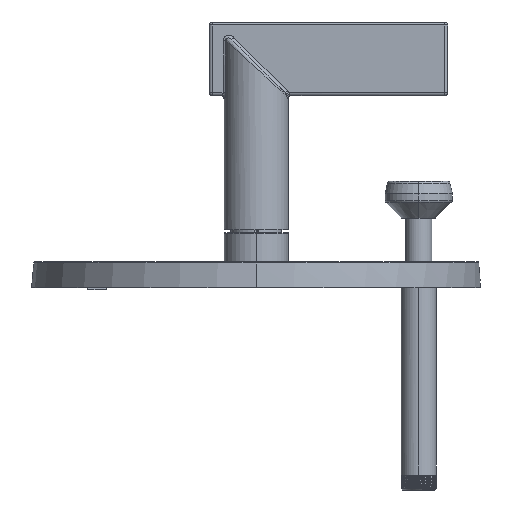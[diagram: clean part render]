
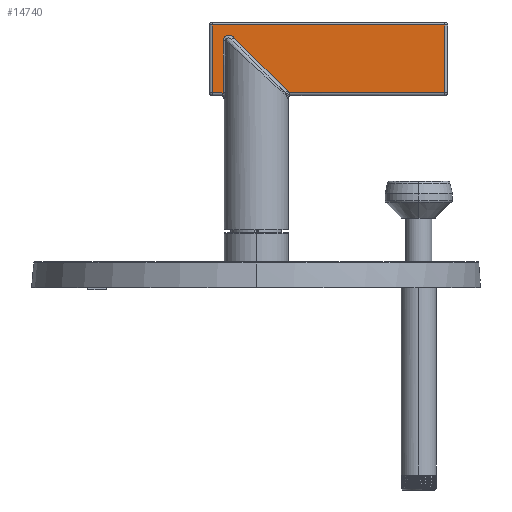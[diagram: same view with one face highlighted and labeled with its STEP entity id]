
A CAD part, left-side view. The second image highlights one B-rep face of the part: STEP entity #14740.
In plain terms, the highlighted face is planar.
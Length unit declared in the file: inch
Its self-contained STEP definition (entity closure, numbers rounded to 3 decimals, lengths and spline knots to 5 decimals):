
#11203=DIRECTION('',(1.,0.,0.));
#11204=VECTOR('',#11203,2.08751);
#11205=CARTESIAN_POINT('',(-2.52,1.83,-0.118));
#11206=LINE('',#11205,#11204);
#11212=DIRECTION('',(0.,-1.,0.));
#11213=VECTOR('',#11212,0.904);
#11214=CARTESIAN_POINT('',(-2.52,2.734,-0.118));
#11215=LINE('',#11214,#11213);
#11241=CARTESIAN_POINT('',(-0.41313,1.85644,
-0.118));
#11242=CARTESIAN_POINT('',(-0.41709,1.85248,
-0.118));
#11243=CARTESIAN_POINT('',(-0.42427,1.84411,
-0.118));
#11244=CARTESIAN_POINT('',(-0.43001,1.83486,
-0.118));
#11245=CARTESIAN_POINT('',(-0.43249,1.83,
-0.118));
#11310=CARTESIAN_POINT('',(0.44265,2.52369,
-0.118));
#11311=CARTESIAN_POINT('',(0.44265,2.52987,
-0.118));
#11312=CARTESIAN_POINT('',(0.44128,2.54139,
-0.118));
#11313=CARTESIAN_POINT('',(0.43623,2.55616,
-0.118));
#11314=CARTESIAN_POINT('',(0.42919,2.56828,
-0.118));
#11315=CARTESIAN_POINT('',(0.42075,2.57814,
-0.118));
#11316=CARTESIAN_POINT('',(0.41101,2.58615,
-0.118));
#11317=CARTESIAN_POINT('',(0.39975,2.59256,
-0.118));
#11318=CARTESIAN_POINT('',(0.38664,2.59719,
-0.118));
#11319=CARTESIAN_POINT('',(0.37153,2.5995,
-0.118));
#11320=CARTESIAN_POINT('',(0.3546,2.59872,
-0.118));
#11321=CARTESIAN_POINT('',(0.33634,2.59406,
-0.118));
#11322=CARTESIAN_POINT('',(0.31745,2.58465,
-0.118));
#11323=CARTESIAN_POINT('',(0.30565,2.57522,
-0.118));
#11324=CARTESIAN_POINT('',(0.29999,2.56956,
-0.118));
#11351=DIRECTION('',(-0.707,-0.707,0.));
#11352=VECTOR('',#11351,1.00851);
#11353=CARTESIAN_POINT('',(0.29999,2.56956,
-0.118));
#11354=LINE('',#11353,#11352);
#11519=DIRECTION('',(0.,-1.,0.));
#11520=VECTOR('',#11519,0.904);
#11521=CARTESIAN_POINT('',(0.587,2.734,-0.118));
#11522=LINE('',#11521,#11520);
#11533=DIRECTION('',(-1.,0.,0.));
#11534=VECTOR('',#11533,3.107);
#11535=CARTESIAN_POINT('',(0.587,2.734,-0.118));
#11536=LINE('',#11535,#11534);
#11696=CARTESIAN_POINT('',(0.44265,1.83,
-0.118));
#11723=DIRECTION('',(1.,0.,0.));
#11724=VECTOR('',#11723,0.14435);
#11725=CARTESIAN_POINT('',(0.44265,1.83,
-0.118));
#11726=LINE('',#11725,#11724);
#11740=DIRECTION('',(0.,-1.,0.));
#11741=VECTOR('',#11740,0.69369);
#11742=CARTESIAN_POINT('',(0.44265,2.52369,
-0.118));
#11743=LINE('',#11742,#11741);
#14142=VERTEX_POINT('',#11241);
#14143=VERTEX_POINT('',#11245);
#14146=CARTESIAN_POINT('',(0.29999,2.56956,
-0.118));
#14147=VERTEX_POINT('',#14146);
#14148=VERTEX_POINT('',#11310);
#14156=VERTEX_POINT('',#11696);
#14188=CARTESIAN_POINT('',(-2.52,2.734,-0.118));
#14189=CARTESIAN_POINT('',(-2.52,1.83,-0.118));
#14190=VERTEX_POINT('',#14188);
#14191=VERTEX_POINT('',#14189);
#14216=CARTESIAN_POINT('',(0.587,2.734,-0.118));
#14217=CARTESIAN_POINT('',(0.587,1.83,-0.118));
#14218=VERTEX_POINT('',#14216);
#14219=VERTEX_POINT('',#14217);
#14717=CARTESIAN_POINT('',(-2.56,2.774,-0.118));
#14718=DIRECTION('',(0.,0.,-1.));
#14719=DIRECTION('',(1.,0.,0.));
#14720=AXIS2_PLACEMENT_3D('',#14717,#14718,#14719);
#14721=PLANE('',#14720);
#14722=ORIENTED_EDGE('',*,*,#14707,.T.);
#14723=ORIENTED_EDGE('',*,*,#14684,.T.);
#14725=ORIENTED_EDGE('',*,*,#14724,.F.);
#14727=ORIENTED_EDGE('',*,*,#14726,.F.);
#14729=ORIENTED_EDGE('',*,*,#14728,.F.);
#14731=ORIENTED_EDGE('',*,*,#14730,.T.);
#14733=ORIENTED_EDGE('',*,*,#14732,.T.);
#14735=ORIENTED_EDGE('',*,*,#14734,.F.);
#14737=ORIENTED_EDGE('',*,*,#14736,.T.);
#14738=EDGE_LOOP('',(#14722,#14723,#14725,#14727,#14729,#14731,#14733,#14735,
#14737));
#14739=FACE_OUTER_BOUND('',#14738,.F.);
#14740=ADVANCED_FACE('',(#14739),#14721,.T.);
#11246=B_SPLINE_CURVE_WITH_KNOTS('',3,(#11241,#11242,#11243,#11244,#11245),
.UNSPECIFIED.,.F.,.F.,(4,1,4),(0.,0.5,1.),.UNSPECIFIED.);
#11325=B_SPLINE_CURVE_WITH_KNOTS('',3,(#11310,#11311,#11312,#11313,#11314,
#11315,#11316,#11317,#11318,#11319,#11320,#11321,#11322,#11323,#11324),
.UNSPECIFIED.,.F.,.F.,(4,1,1,1,1,1,1,1,1,1,1,1,4),(0.,0.08333,
0.16667,0.25,0.33333,0.41667,0.5,
0.58333,0.66667,0.75,0.83333,0.91667,
1.),.UNSPECIFIED.);
#14684=EDGE_CURVE('',#14191,#14143,#11206,.T.);
#14707=EDGE_CURVE('',#14190,#14191,#11215,.T.);
#14724=EDGE_CURVE('',#14142,#14143,#11246,.T.);
#14726=EDGE_CURVE('',#14147,#14142,#11354,.T.);
#14728=EDGE_CURVE('',#14148,#14147,#11325,.T.);
#14730=EDGE_CURVE('',#14148,#14156,#11743,.T.);
#14732=EDGE_CURVE('',#14156,#14219,#11726,.T.);
#14734=EDGE_CURVE('',#14218,#14219,#11522,.T.);
#14736=EDGE_CURVE('',#14218,#14190,#11536,.T.);
